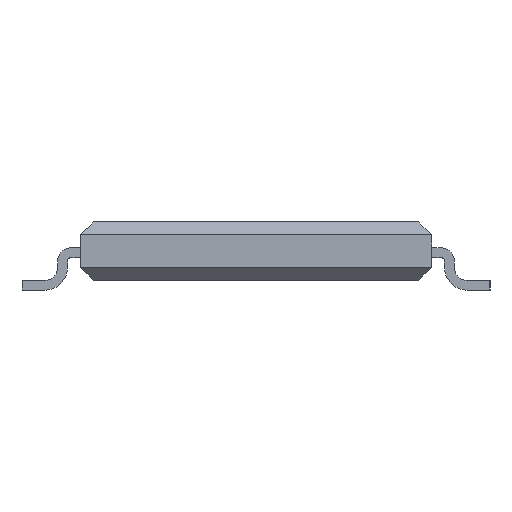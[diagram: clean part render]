
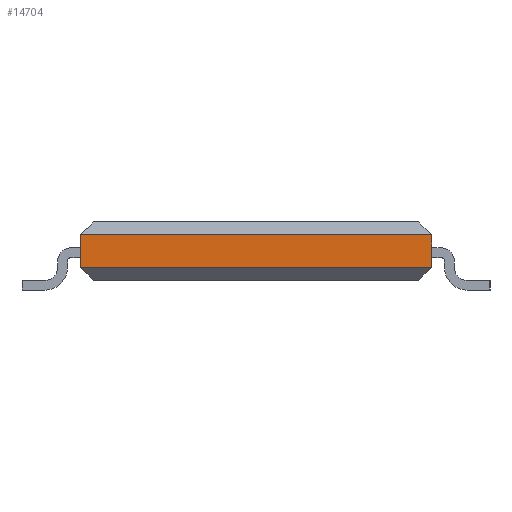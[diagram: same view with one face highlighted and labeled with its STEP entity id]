
A CAD part, front view. The second image highlights one B-rep face of the part: STEP entity #14704.
In plain terms, the highlighted planar face has unit normal (0, -1, 0).
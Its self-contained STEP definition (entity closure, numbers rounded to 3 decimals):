
#705 = ORIENTED_EDGE ( 'NONE', *, *, #13162, .F. ) ;
#780 = ORIENTED_EDGE ( 'NONE', *, *, #13223, .T. ) ;
#795 = ORIENTED_EDGE ( 'NONE', *, *, #13287, .T. ) ;
#802 = ORIENTED_EDGE ( 'NONE', *, *, #13280, .T. ) ;
#7206 = LINE ( 'NONE', #9019, #7207 ) ;
#7207 = VECTOR ( 'NONE', #9008, 1000. ) ;
#7338 = LINE ( 'NONE', #8003, #7374 ) ;
#7374 = VECTOR ( 'NONE', #7974, 1000. ) ;
#7472 = LINE ( 'NONE', #9198, #7496 ) ;
#7482 = LINE ( 'NONE', #9157, #7505 ) ;
#7496 = VECTOR ( 'NONE', #9206, 1000. ) ;
#7505 = VECTOR ( 'NONE', #9233, 1000. ) ;
#7974 = DIRECTION ( 'NONE',  ( 0., 0., -1. ) ) ;
#8003 = CARTESIAN_POINT ( 'NONE',  ( -2.7, -5.125, 1.05 ) ) ;
#9008 = DIRECTION ( 'NONE',  ( 0., 0., -1. ) ) ;
#9019 = CARTESIAN_POINT ( 'NONE',  ( 2.7, -5.125, 1.05 ) ) ;
#9157 = CARTESIAN_POINT ( 'NONE',  ( -2.7, -5.125, 0.35 ) ) ;
#9198 = CARTESIAN_POINT ( 'NONE',  ( -2.7, -5.125, 0.85 ) ) ;
#9206 = DIRECTION ( 'NONE',  ( -1., 0., 0. ) ) ;
#9233 = DIRECTION ( 'NONE',  ( 1., 0., 0. ) ) ;
#10339 = AXIS2_PLACEMENT_3D ( 'NONE', #11937, #11929, #11930 ) ;
#10629 = FACE_OUTER_BOUND ( 'NONE', #15785, .T. ) ;
#11486 = CARTESIAN_POINT ( 'NONE',  ( 2.7, -5.125, 0.85 ) ) ;
#11551 = CARTESIAN_POINT ( 'NONE',  ( 2.7, -5.125, 0.35 ) ) ;
#11597 = CARTESIAN_POINT ( 'NONE',  ( -2.7, -5.125, 0.35 ) ) ;
#11630 = CARTESIAN_POINT ( 'NONE',  ( -2.7, -5.125, 0.85 ) ) ;
#11929 = DIRECTION ( 'NONE',  ( 0., 1., 0. ) ) ;
#11930 = DIRECTION ( 'NONE',  ( 0., 0., 1. ) ) ;
#11937 = CARTESIAN_POINT ( 'NONE',  ( -2.7, -5.125, 1.05 ) ) ;
#11981 = PLANE ( 'NONE',  #10339 ) ;
#13162 = EDGE_CURVE ( 'NONE', #15457, #15521, #7206, .T. ) ;
#13223 = EDGE_CURVE ( 'NONE', #15571, #15597, #7338, .T. ) ;
#13280 = EDGE_CURVE ( 'NONE', #15457, #15571, #7472, .T. ) ;
#13287 = EDGE_CURVE ( 'NONE', #15597, #15521, #7482, .T. ) ;
#14704 = ADVANCED_FACE ( 'NONE', ( #10629 ), #11981, .F. ) ;
#15457 = VERTEX_POINT ( 'NONE', #11486 ) ;
#15521 = VERTEX_POINT ( 'NONE', #11551 ) ;
#15571 = VERTEX_POINT ( 'NONE', #11630 ) ;
#15597 = VERTEX_POINT ( 'NONE', #11597 ) ;
#15785 = EDGE_LOOP ( 'NONE', ( #780, #795, #705, #802 ) ) ;
